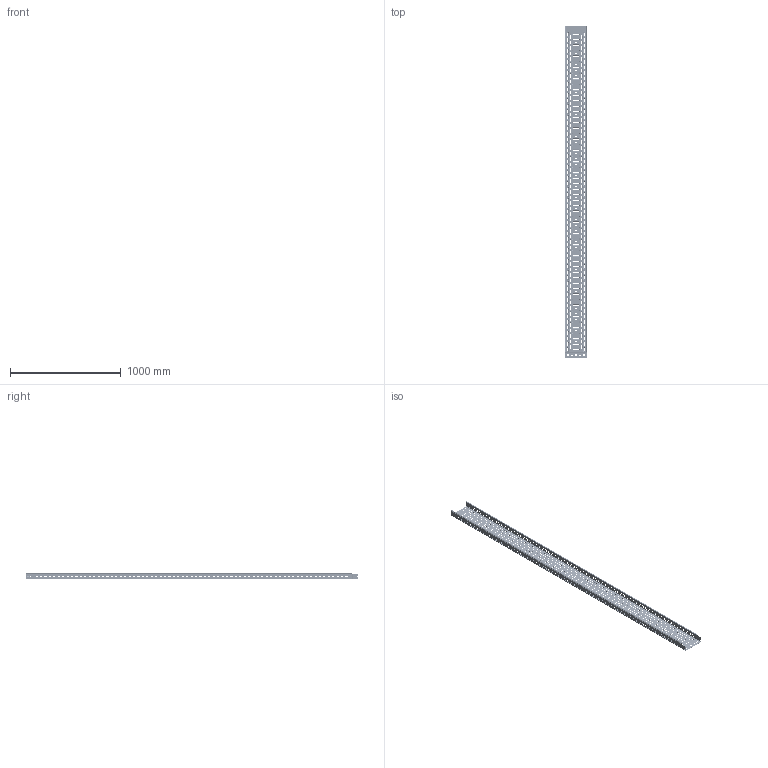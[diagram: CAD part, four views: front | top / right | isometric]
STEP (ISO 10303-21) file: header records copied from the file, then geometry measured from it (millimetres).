
FILE_DESCRIPTION(/* description */ (''),/* implementation_level */ '2;1');
FILE_NAME(/* name */ 'KFL200H60_3.stp',/* time_stamp */ '2020-03-24T12:20:24+01:00',/* author */ ('stanislaw.luczak'),/* organization */ (''),/* preprocessor_version */ 'ST-DEVELOPER v18',/* originating_system */ 'Autodesk Inventor 2020',/* authorisation */ '');
FILE_SCHEMA (('AUTOMOTIVE_DESIGN { 1 0 10303 214 3 1 1 }'));
Products named in the file (1): KFJ200H60_3
Bounding box: 205.6 x 3000 x 61.37 mm (x, y, z)
Volume: 648711 mm3; surface area: 1839367 mm2
Topology: 1 solids, 1 shells, 12401 faces, 29705 edges, 18082 vertices
Faces by surface type: plane 4557, cylinder 4380, torus 2310, cone 1152, bspline 2
Full cylindrical faces by diameter (mm): 11 x42
Entity records: 360770 total; most frequent: DIRECTION 67611, CARTESIAN_POINT 60377, ORIENTED_EDGE 59410, EDGE_CURVE 29705, AXIS2_PLACEMENT_3D 25526, VERTEX_POINT 18082, LINE 16559, VECTOR 16559
